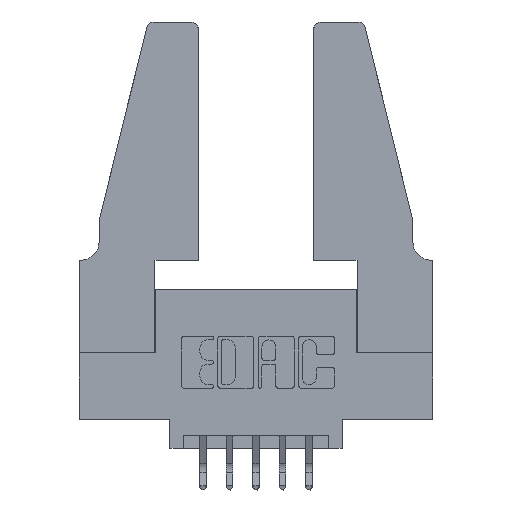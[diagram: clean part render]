
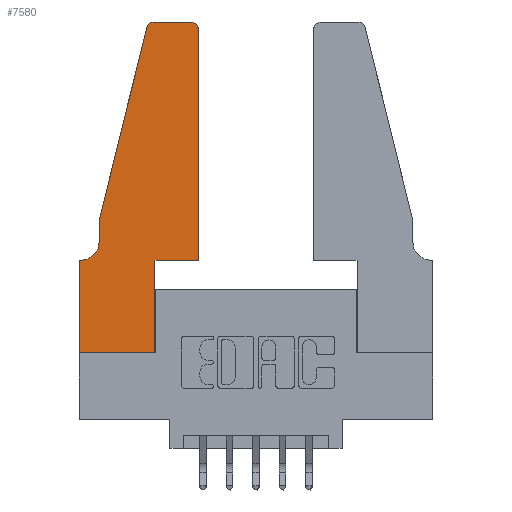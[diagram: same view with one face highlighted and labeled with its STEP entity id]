
A CAD part, top view. The second image highlights one B-rep face of the part: STEP entity #7580.
In plain terms, the highlighted planar face has unit normal (0, 0, 1).
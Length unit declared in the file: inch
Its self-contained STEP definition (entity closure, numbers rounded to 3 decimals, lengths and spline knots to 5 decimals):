
#16 = PLANE ( 'NONE',  #5937 ) ;
#592 = EDGE_CURVE ( 'NONE', #3163, #9725, #9961, .T. ) ;
#593 = LINE ( 'NONE', #6930, #3005 ) ;
#742 = DIRECTION ( 'NONE',  ( 0., 1., 0. ) ) ;
#841 = CARTESIAN_POINT ( 'NONE',  ( 0.2605, 1.25, 0.37 ) ) ;
#986 = DIRECTION ( 'NONE',  ( 1., 0., 0. ) ) ;
#1732 = CARTESIAN_POINT ( 'NONE',  ( 0.0755, 0.42, 0.37 ) ) ;
#1879 = EDGE_CURVE ( 'NONE', #2324, #5968, #4659, .T. ) ;
#2027 = CARTESIAN_POINT ( 'NONE',  ( 0., 0.35, 0.37 ) ) ;
#2184 = VERTEX_POINT ( 'NONE', #10868 ) ;
#2324 = VERTEX_POINT ( 'NONE', #4719 ) ;
#2538 = VECTOR ( 'NONE', #6717, 39.37008 ) ;
#2662 = AXIS2_PLACEMENT_3D ( 'NONE', #10337, #5197, #11185 ) ;
#2995 = VECTOR ( 'NONE', #742, 39.37008 ) ;
#3005 = VECTOR ( 'NONE', #11190, 39.37008 ) ;
#3111 = CARTESIAN_POINT ( 'NONE',  ( 0.2865, 0.35, 0.37 ) ) ;
#3163 = VERTEX_POINT ( 'NONE', #8748 ) ;
#3185 = EDGE_CURVE ( 'NONE', #6707, #3557, #5357, .T. ) ;
#3366 = CARTESIAN_POINT ( 'NONE',  ( 0.0755, 0.5, 0.37 ) ) ;
#3368 = CARTESIAN_POINT ( 'NONE',  ( 0.0055, 0.35, 0.37 ) ) ;
#3427 = DIRECTION ( 'NONE',  ( 0., 0., 1. ) ) ;
#3504 = ORIENTED_EDGE ( 'NONE', *, *, #3185, .T. ) ;
#3557 = VERTEX_POINT ( 'NONE', #2027 ) ;
#3582 = ORIENTED_EDGE ( 'NONE', *, *, #11145, .T. ) ;
#3668 = DIRECTION ( 'NONE',  ( 0., 0., 1. ) ) ;
#3748 = FACE_OUTER_BOUND ( 'NONE', #4821, .T. ) ;
#4173 = DIRECTION ( 'NONE',  ( -1., 0., 0. ) ) ;
#4293 = DIRECTION ( 'NONE',  ( 0., -1., 0. ) ) ;
#4440 = ORIENTED_EDGE ( 'NONE', *, *, #8654, .T. ) ;
#4601 = EDGE_CURVE ( 'NONE', #2184, #3163, #7924, .T. ) ;
#4605 = CARTESIAN_POINT ( 'NONE',  ( 0., 0.35, 0.37 ) ) ;
#4659 = LINE ( 'NONE', #10664, #2538 ) ;
#4719 = CARTESIAN_POINT ( 'NONE',  ( 0.25487, 1.22718, 0.37 ) ) ;
#4784 = VERTEX_POINT ( 'NONE', #11021 ) ;
#4785 = CARTESIAN_POINT ( 'NONE',  ( 0.4205, 1.22, 0.37 ) ) ;
#4793 = CARTESIAN_POINT ( 'NONE',  ( 0.4505, 0.35, 0.37 ) ) ;
#4821 = EDGE_LOOP ( 'NONE', ( #10000, #8000, #8406, #4440, #8151, #3504, #10215, #10942, #3582, #7341, #7161, #9428 ) ) ;
#5197 = DIRECTION ( 'NONE',  ( 0., 0., -1. ) ) ;
#5357 = LINE ( 'NONE', #7353, #7409 ) ;
#5399 = VECTOR ( 'NONE', #4173, 39.37008 ) ;
#5423 = LINE ( 'NONE', #8706, #2995 ) ;
#5457 = CARTESIAN_POINT ( 'NONE',  ( 0., 0., 0.37 ) ) ;
#5466 = LINE ( 'NONE', #8518, #7789 ) ;
#5571 = EDGE_CURVE ( 'NONE', #10282, #6707, #8177, .T. ) ;
#5695 = DIRECTION ( 'NONE',  ( 1., 0., 0. ) ) ;
#5937 = AXIS2_PLACEMENT_3D ( 'NONE', #4605, #3668, #986 ) ;
#5968 = VERTEX_POINT ( 'NONE', #8364 ) ;
#6364 = CIRCLE ( 'NONE', #10903, 0.03 ) ;
#6707 = VERTEX_POINT ( 'NONE', #3368 ) ;
#6717 = DIRECTION ( 'NONE',  ( -0.239, -0.971, 0. ) ) ;
#6921 = VERTEX_POINT ( 'NONE', #7238 ) ;
#6930 = CARTESIAN_POINT ( 'NONE',  ( 0., 0., 0.37 ) ) ;
#7161 = ORIENTED_EDGE ( 'NONE', *, *, #9656, .T. ) ;
#7238 = CARTESIAN_POINT ( 'NONE',  ( 0.2865, 0., 0.37 ) ) ;
#7341 = ORIENTED_EDGE ( 'NONE', *, *, #7894, .T. ) ;
#7353 = CARTESIAN_POINT ( 'NONE',  ( 0.0755, 0.35, 0.37 ) ) ;
#7382 = DIRECTION ( 'NONE',  ( -1., 0., 0. ) ) ;
#7409 = VECTOR ( 'NONE', #7382, 39.37008 ) ;
#7580 = ADVANCED_FACE ( 'NONE', ( #3748 ), #16, .T. ) ;
#7789 = VECTOR ( 'NONE', #11040, 39.37008 ) ;
#7894 = EDGE_CURVE ( 'NONE', #10717, #10401, #5466, .T. ) ;
#7924 = CIRCLE ( 'NONE', #11128, 0.03 ) ;
#7995 = CARTESIAN_POINT ( 'NONE',  ( 0.284, 1.25, 0.37 ) ) ;
#8000 = ORIENTED_EDGE ( 'NONE', *, *, #11349, .T. ) ;
#8007 = VECTOR ( 'NONE', #8456, 39.37008 ) ;
#8151 = ORIENTED_EDGE ( 'NONE', *, *, #5571, .T. ) ;
#8177 = CIRCLE ( 'NONE', #2662, 0.07 ) ;
#8364 = CARTESIAN_POINT ( 'NONE',  ( 0.0755, 0.5, 0.37 ) ) ;
#8406 = ORIENTED_EDGE ( 'NONE', *, *, #1879, .T. ) ;
#8456 = DIRECTION ( 'NONE',  ( 0., 1., 0. ) ) ;
#8518 = CARTESIAN_POINT ( 'NONE',  ( 0.4505, 0.35, 0.37 ) ) ;
#8654 = EDGE_CURVE ( 'NONE', #5968, #10282, #11325, .T. ) ;
#8706 = CARTESIAN_POINT ( 'NONE',  ( 0.4505, 0.35, 0.37 ) ) ;
#8743 = CARTESIAN_POINT ( 'NONE',  ( 0.284, 1.22, 0.37 ) ) ;
#8748 = CARTESIAN_POINT ( 'NONE',  ( 0.4205, 1.25, 0.37 ) ) ;
#9247 = EDGE_CURVE ( 'NONE', #3557, #4784, #593, .T. ) ;
#9428 = ORIENTED_EDGE ( 'NONE', *, *, #4601, .T. ) ;
#9452 = LINE ( 'NONE', #5457, #9719 ) ;
#9555 = DIRECTION ( 'NONE',  ( 1., 0., 0. ) ) ;
#9656 = EDGE_CURVE ( 'NONE', #10401, #2184, #5423, .T. ) ;
#9719 = VECTOR ( 'NONE', #10579, 39.37008 ) ;
#9725 = VERTEX_POINT ( 'NONE', #7995 ) ;
#9961 = LINE ( 'NONE', #841, #5399 ) ;
#10000 = ORIENTED_EDGE ( 'NONE', *, *, #592, .T. ) ;
#10215 = ORIENTED_EDGE ( 'NONE', *, *, #9247, .T. ) ;
#10234 = LINE ( 'NONE', #3111, #8007 ) ;
#10282 = VERTEX_POINT ( 'NONE', #1732 ) ;
#10316 = CARTESIAN_POINT ( 'NONE',  ( 0.2865, 0.35, 0.37 ) ) ;
#10337 = CARTESIAN_POINT ( 'NONE',  ( 0.0055, 0.42, 0.37 ) ) ;
#10354 = EDGE_CURVE ( 'NONE', #4784, #6921, #9452, .T. ) ;
#10401 = VERTEX_POINT ( 'NONE', #4793 ) ;
#10579 = DIRECTION ( 'NONE',  ( 1., 0., 0. ) ) ;
#10664 = CARTESIAN_POINT ( 'NONE',  ( 0.0755, 0.5, 0.37 ) ) ;
#10717 = VERTEX_POINT ( 'NONE', #10316 ) ;
#10819 = DIRECTION ( 'NONE',  ( 0., 0., 1. ) ) ;
#10868 = CARTESIAN_POINT ( 'NONE',  ( 0.4505, 1.22, 0.37 ) ) ;
#10903 = AXIS2_PLACEMENT_3D ( 'NONE', #8743, #3427, #9555 ) ;
#10942 = ORIENTED_EDGE ( 'NONE', *, *, #10354, .T. ) ;
#11021 = CARTESIAN_POINT ( 'NONE',  ( 0., 0., 0.37 ) ) ;
#11040 = DIRECTION ( 'NONE',  ( 1., 0., 0. ) ) ;
#11062 = VECTOR ( 'NONE', #4293, 39.37008 ) ;
#11128 = AXIS2_PLACEMENT_3D ( 'NONE', #4785, #10819, #5695 ) ;
#11145 = EDGE_CURVE ( 'NONE', #6921, #10717, #10234, .T. ) ;
#11185 = DIRECTION ( 'NONE',  ( -1., 0., 0. ) ) ;
#11190 = DIRECTION ( 'NONE',  ( 0., -1., 0. ) ) ;
#11325 = LINE ( 'NONE', #3366, #11062 ) ;
#11349 = EDGE_CURVE ( 'NONE', #9725, #2324, #6364, .T. ) ;
